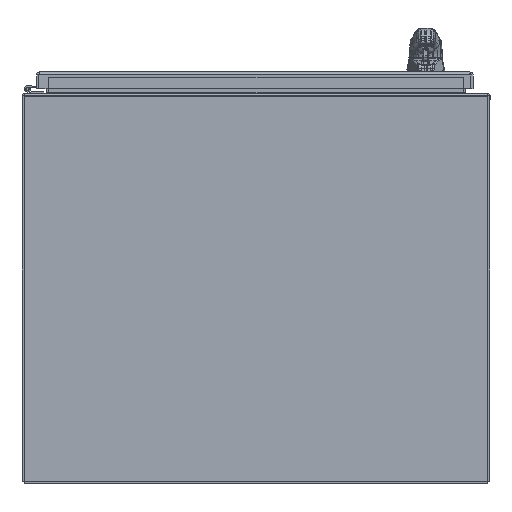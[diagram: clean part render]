
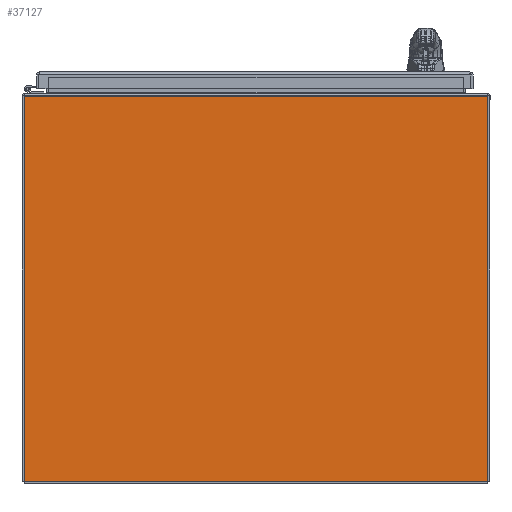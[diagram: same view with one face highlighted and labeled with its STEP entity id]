
A CAD part, front view. The second image highlights one B-rep face of the part: STEP entity #37127.
In plain terms, the highlighted face is planar.
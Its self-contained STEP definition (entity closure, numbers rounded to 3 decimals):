
#4481=FACE_OUTER_BOUND($,#6801,.T.);
#6801=EDGE_LOOP($,(#24844,#24845,#24846,#24847));
#9492=LINE($,#55629,#12560);
#9498=LINE($,#55647,#12566);
#9501=LINE($,#55653,#12569);
#9502=LINE($,#55654,#12570);
#12560=VECTOR($,#44074,23.875);
#12566=VECTOR($,#44098,19.844);
#12569=VECTOR($,#44103,19.844);
#12570=VECTOR($,#44104,23.875);
#15570=VERTEX_POINT($,#55626);
#15571=VERTEX_POINT($,#55628);
#15574=VERTEX_POINT($,#55646);
#15576=VERTEX_POINT($,#55652);
#19074=EDGE_CURVE($,#15571,#15570,#9492,.T.);
#19083=EDGE_CURVE($,#15571,#15574,#9498,.T.);
#19086=EDGE_CURVE($,#15576,#15570,#9501,.T.);
#19087=EDGE_CURVE($,#15574,#15576,#9502,.T.);
#24844=ORIENTED_EDGE($,*,*,#19074,.T.);
#24845=ORIENTED_EDGE($,*,*,#19086,.F.);
#24846=ORIENTED_EDGE($,*,*,#19087,.F.);
#24847=ORIENTED_EDGE($,*,*,#19083,.F.);
#35692=PLANE($,#39556);
#37127=ADVANCED_FACE($,(#4481),#35692,.T.);
#39556=AXIS2_PLACEMENT_3D($,#55651,#44101,#44102);
#44074=DIRECTION($,(1.,0.,0.));
#44098=DIRECTION($,(0.,1.,0.));
#44101=DIRECTION('center_axis',(0.,0.,1.));
#44102=DIRECTION('ref_axis',(1.,0.,0.));
#44103=DIRECTION($,(0.,-1.,0.));
#44104=DIRECTION($,(1.,0.,0.));
#55626=CARTESIAN_POINT('',(11.938,-9.844,0.125));
#55628=CARTESIAN_POINT('',(-11.938,-9.844,0.125));
#55629=CARTESIAN_POINT($,(-5.969,-9.844,0.125));
#55646=CARTESIAN_POINT('',(-11.938,10.,0.125));
#55647=CARTESIAN_POINT($,(-11.938,-10.,0.125));
#55651=CARTESIAN_POINT('Origin',(0.,0.,
0.125));
#55652=CARTESIAN_POINT('',(11.938,10.,0.125));
#55653=CARTESIAN_POINT($,(11.938,10.,0.125));
#55654=CARTESIAN_POINT($,(-11.938,10.,0.125));
